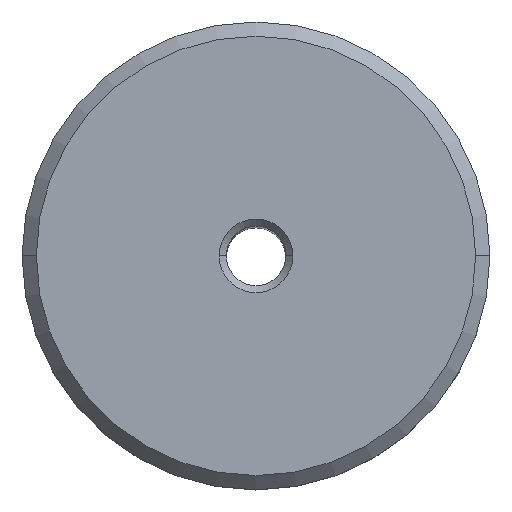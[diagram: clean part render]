
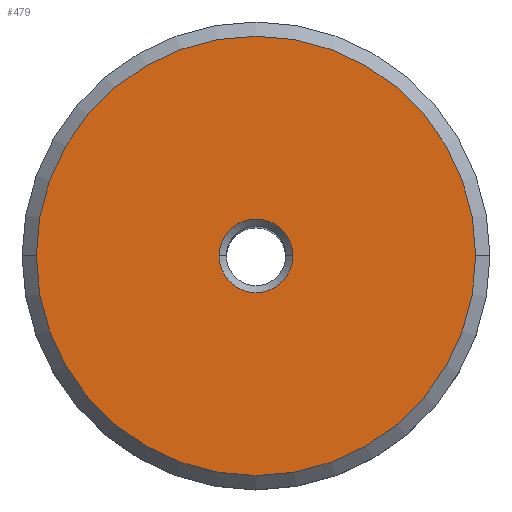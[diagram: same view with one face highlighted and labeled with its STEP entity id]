
A CAD part, top view. The second image highlights one B-rep face of the part: STEP entity #479.
In plain terms, the highlighted planar face has unit normal (0, 0, 1).
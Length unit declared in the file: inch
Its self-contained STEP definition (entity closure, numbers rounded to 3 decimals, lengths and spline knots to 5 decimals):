
#33 = CARTESIAN_POINT ( 'NONE',  ( 0., 0., 0. ) ) ;
#52 = DIRECTION ( 'NONE',  ( 0., 0., -1. ) ) ;
#108 = EDGE_CURVE ( 'NONE', #407, #1024, #410, .T. ) ;
#113 = AXIS2_PLACEMENT_3D ( 'NONE', #33, #291, #367 ) ;
#115 = DIRECTION ( 'NONE',  ( -1., 0., 0. ) ) ;
#118 = DIRECTION ( 'NONE',  ( -1., 0., 0. ) ) ;
#224 = DIRECTION ( 'NONE',  ( 0., 0., 1. ) ) ;
#243 = AXIS2_PLACEMENT_3D ( 'NONE', #825, #52, #300 ) ;
#291 = DIRECTION ( 'NONE',  ( 0., 0., 1. ) ) ;
#296 = CARTESIAN_POINT ( 'NONE',  ( 0., 0., 0. ) ) ;
#300 = DIRECTION ( 'NONE',  ( -1., 0., 0. ) ) ;
#356 = PLANE ( 'NONE',  #782 ) ;
#361 = CARTESIAN_POINT ( 'NONE',  ( 0., 0.49213, 0. ) ) ;
#367 = DIRECTION ( 'NONE',  ( -1., 0., 0. ) ) ;
#395 = CIRCLE ( 'NONE', #243, 0.0775 ) ;
#407 = VERTEX_POINT ( 'NONE', #693 ) ;
#410 = CIRCLE ( 'NONE', #113, 0.46213 ) ;
#423 = ORIENTED_EDGE ( 'NONE', *, *, #812, .T. ) ;
#447 = AXIS2_PLACEMENT_3D ( 'NONE', #710, #876, #115 ) ;
#479 = ADVANCED_FACE ( 'NONE', ( #809, #964 ), #356, .F. ) ;
#557 = CIRCLE ( 'NONE', #447, 0.0775 ) ;
#563 = ORIENTED_EDGE ( 'NONE', *, *, #1002, .T. ) ;
#642 = AXIS2_PLACEMENT_3D ( 'NONE', #296, #224, #914 ) ;
#667 = ORIENTED_EDGE ( 'NONE', *, *, #108, .T. ) ;
#693 = CARTESIAN_POINT ( 'NONE',  ( -0.46213, 0., 0. ) ) ;
#710 = CARTESIAN_POINT ( 'NONE',  ( 0., 0., 0. ) ) ;
#731 = VERTEX_POINT ( 'NONE', #860 ) ;
#771 = EDGE_LOOP ( 'NONE', ( #423, #563 ) ) ;
#782 = AXIS2_PLACEMENT_3D ( 'NONE', #361, #877, #118 ) ;
#809 = FACE_OUTER_BOUND ( 'NONE', #965, .T. ) ;
#812 = EDGE_CURVE ( 'NONE', #1077, #731, #557, .T. ) ;
#825 = CARTESIAN_POINT ( 'NONE',  ( 0., 0., 0. ) ) ;
#829 = CARTESIAN_POINT ( 'NONE',  ( 0.0775, 0., 0. ) ) ;
#860 = CARTESIAN_POINT ( 'NONE',  ( -0.0775, 0., 0. ) ) ;
#876 = DIRECTION ( 'NONE',  ( 0., 0., -1. ) ) ;
#877 = DIRECTION ( 'NONE',  ( 0., 0., -1. ) ) ;
#891 = CIRCLE ( 'NONE', #642, 0.46213 ) ;
#914 = DIRECTION ( 'NONE',  ( -1., 0., 0. ) ) ;
#964 = FACE_BOUND ( 'NONE', #771, .T. ) ;
#965 = EDGE_LOOP ( 'NONE', ( #667, #1086 ) ) ;
#975 = CARTESIAN_POINT ( 'NONE',  ( 0.46213, 0., 0. ) ) ;
#987 = EDGE_CURVE ( 'NONE', #1024, #407, #891, .T. ) ;
#1002 = EDGE_CURVE ( 'NONE', #731, #1077, #395, .T. ) ;
#1024 = VERTEX_POINT ( 'NONE', #975 ) ;
#1077 = VERTEX_POINT ( 'NONE', #829 ) ;
#1086 = ORIENTED_EDGE ( 'NONE', *, *, #987, .T. ) ;
